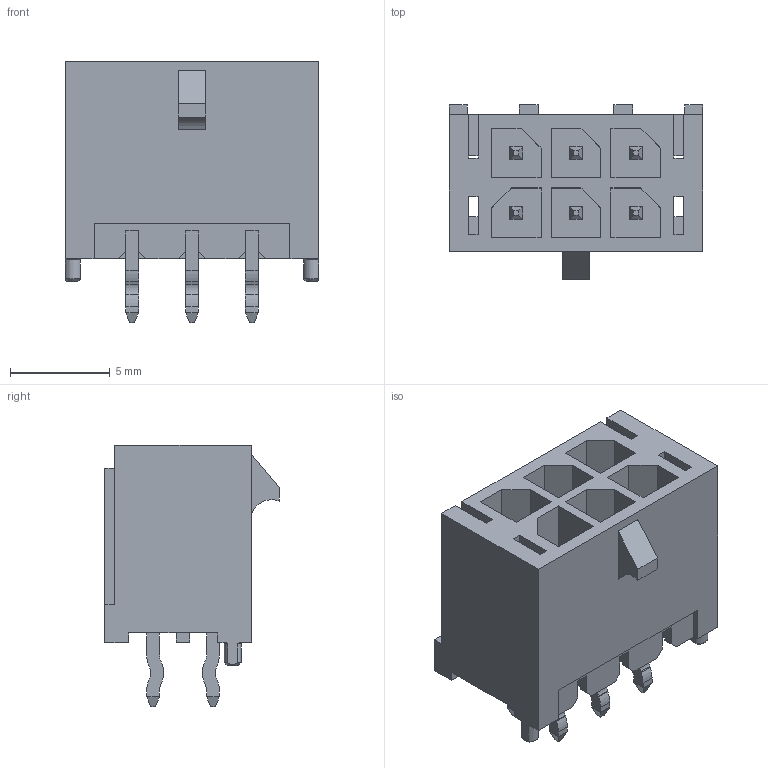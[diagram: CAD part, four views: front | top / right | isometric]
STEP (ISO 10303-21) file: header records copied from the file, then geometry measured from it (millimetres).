
FILE_DESCRIPTION(/* description */ ('Unknown'),/* implementation_level */ '2;1');
FILE_NAME(/* name */ 'J_Wurth_WR-MPC3_66200621122',/* time_stamp */ '2025-06-04T16:52:44+08:00',/* author */ ('Unknown'),/* organization */ ('Unknown'),/* preprocessor_version */ 'ST-DEVELOPER v19.4',/* originating_system */ 'Solid Edge',/* authorisation */ 'Unknown');
FILE_SCHEMA (('AUTOMOTIVE_DESIGN {1 0 10303 214 3 1 1}'));
Length unit declared in the file: millimetre
Products named in the file (2): J_Wurth_WR-MPC3_66200621122; J_Wurth_WR-MPC3_66200821122
Assembly tree (1 placements, depth 2):
  J_Wurth_WR-MPC3_66200621122
    J_Wurth_WR-MPC3_66200821122
Bounding box: 12.7 x 8.76 x 13.1 mm (x, y, z)
Volume: 569.1 mm3; surface area: 1330.3 mm2
Topology: 1 solids, 1 shells, 401 faces, 1128 edges, 726 vertices
Faces by surface type: plane 354, cylinder 41, cone 6
Entity records: 15520 total; most frequent: CARTESIAN_POINT 2299, ORIENTED_EDGE 2248, DIRECTION 2002, EDGE_CURVE 1124, LINE 1020, VECTOR 1020, VERTEX_POINT 724, AXIS2_PLACEMENT_3D 491
